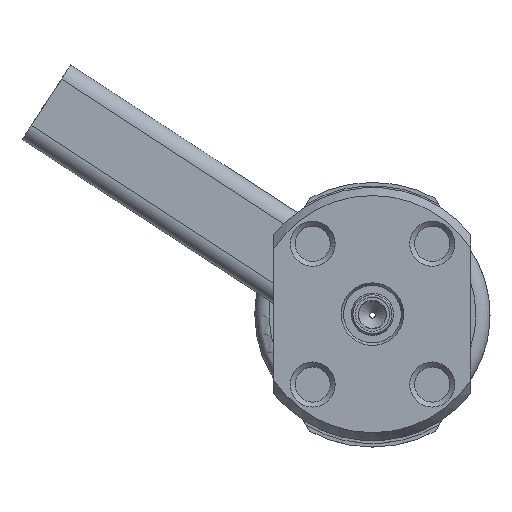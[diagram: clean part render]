
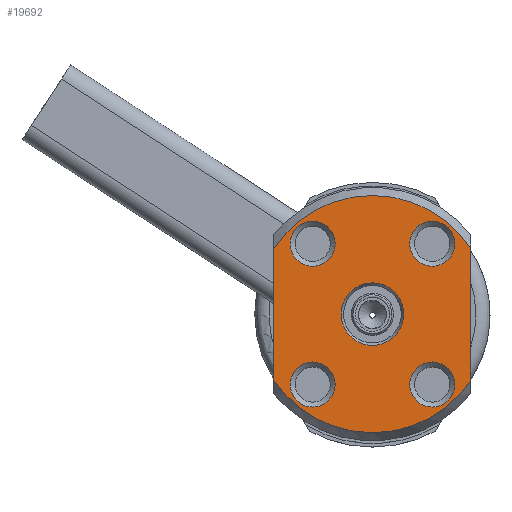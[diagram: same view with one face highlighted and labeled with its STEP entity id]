
A CAD part, top view. The second image highlights one B-rep face of the part: STEP entity #19692.
In plain terms, the highlighted planar face has unit normal (0, 0, 1).
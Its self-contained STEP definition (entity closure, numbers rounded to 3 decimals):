
#574=FACE_BOUND('',#1719,.T.);
#575=FACE_BOUND('',#1720,.T.);
#576=FACE_BOUND('',#1721,.T.);
#577=FACE_BOUND('',#1722,.T.);
#578=FACE_BOUND('',#1723,.T.);
#632=FACE_OUTER_BOUND('',#1718,.T.);
#1718=EDGE_LOOP('',(#12618,#12619,#12620,#12621));
#1719=EDGE_LOOP('',(#12622));
#1720=EDGE_LOOP('',(#12623));
#1721=EDGE_LOOP('',(#12624));
#1722=EDGE_LOOP('',(#12625));
#1723=EDGE_LOOP('',(#12626));
#2861=CIRCLE('',#20828,8.423);
#2862=CIRCLE('',#20829,8.423);
#2863=CIRCLE('',#20830,1.6);
#2864=CIRCLE('',#20831,1.6);
#2865=CIRCLE('',#20832,1.6);
#2866=CIRCLE('',#20833,1.6);
#2867=CIRCLE('',#20834,2.223);
#3631=LINE('',#28346,#5563);
#3632=LINE('',#28349,#5564);
#5563=VECTOR('',#22701,1000.);
#5564=VECTOR('',#22704,1000.);
#7500=VERTEX_POINT('',#28342);
#7501=VERTEX_POINT('',#28343);
#7502=VERTEX_POINT('',#28345);
#7503=VERTEX_POINT('',#28347);
#7504=VERTEX_POINT('',#28350);
#7505=VERTEX_POINT('',#28352);
#7506=VERTEX_POINT('',#28354);
#7507=VERTEX_POINT('',#28356);
#7508=VERTEX_POINT('',#28358);
#9544=EDGE_CURVE('',#7500,#7501,#2861,.T.);
#9545=EDGE_CURVE('',#7502,#7501,#3631,.T.);
#9546=EDGE_CURVE('',#7502,#7503,#2862,.T.);
#9547=EDGE_CURVE('',#7500,#7503,#3632,.T.);
#9548=EDGE_CURVE('',#7504,#7504,#2863,.T.);
#9549=EDGE_CURVE('',#7505,#7505,#2864,.T.);
#9550=EDGE_CURVE('',#7506,#7506,#2865,.T.);
#9551=EDGE_CURVE('',#7507,#7507,#2866,.T.);
#9552=EDGE_CURVE('',#7508,#7508,#2867,.T.);
#12618=ORIENTED_EDGE('',*,*,#9544,.T.);
#12619=ORIENTED_EDGE('',*,*,#9545,.F.);
#12620=ORIENTED_EDGE('',*,*,#9546,.T.);
#12621=ORIENTED_EDGE('',*,*,#9547,.F.);
#12622=ORIENTED_EDGE('',*,*,#9548,.T.);
#12623=ORIENTED_EDGE('',*,*,#9549,.T.);
#12624=ORIENTED_EDGE('',*,*,#9550,.T.);
#12625=ORIENTED_EDGE('',*,*,#9551,.T.);
#12626=ORIENTED_EDGE('',*,*,#9552,.T.);
#18757=PLANE('',#20827);
#19692=ADVANCED_FACE('',(#632,#574,#575,#576,#577,#578),#18757,.F.);
#20827=AXIS2_PLACEMENT_3D('',#28341,#22697,#22698);
#20828=AXIS2_PLACEMENT_3D('',#28344,#22699,#22700);
#20829=AXIS2_PLACEMENT_3D('',#28348,#22702,#22703);
#20830=AXIS2_PLACEMENT_3D('',#28351,#22705,#22706);
#20831=AXIS2_PLACEMENT_3D('',#28353,#22707,#22708);
#20832=AXIS2_PLACEMENT_3D('',#28355,#22709,#22710);
#20833=AXIS2_PLACEMENT_3D('',#28357,#22711,#22712);
#20834=AXIS2_PLACEMENT_3D('',#28359,#22713,#22714);
#22697=DIRECTION('center_axis',(0.,0.,-1.));
#22698=DIRECTION('ref_axis',(0.,-1.,0.));
#22699=DIRECTION('center_axis',(0.,0.,1.));
#22700=DIRECTION('ref_axis',(0.,-1.,0.));
#22701=DIRECTION('',(0.,-1.,0.));
#22702=DIRECTION('center_axis',(0.,0.,1.));
#22703=DIRECTION('ref_axis',(0.,-1.,0.));
#22704=DIRECTION('',(0.,1.,0.));
#22705=DIRECTION('center_axis',(0.,0.,-1.));
#22706=DIRECTION('ref_axis',(0.,-1.,0.));
#22707=DIRECTION('center_axis',(0.,0.,-1.));
#22708=DIRECTION('ref_axis',(0.,-1.,0.));
#22709=DIRECTION('center_axis',(0.,0.,-1.));
#22710=DIRECTION('ref_axis',(0.,-1.,0.));
#22711=DIRECTION('center_axis',(0.,0.,-1.));
#22712=DIRECTION('ref_axis',(0.,-1.,0.));
#22713=DIRECTION('center_axis',(0.,0.,-1.));
#22714=DIRECTION('ref_axis',(0.,-1.,0.));
#28341=CARTESIAN_POINT('Origin',(-7.7,-13.4,39.4));
#28342=CARTESIAN_POINT('',(-23.7,-18.084,39.4));
#28343=CARTESIAN_POINT('',(-9.7,-18.084,39.4));
#28344=CARTESIAN_POINT('Origin',(-16.7,-13.4,39.4));
#28345=CARTESIAN_POINT('',(-9.7,-8.716,39.4));
#28346=CARTESIAN_POINT('',(-9.7,-19.674,39.4));
#28347=CARTESIAN_POINT('',(-23.7,-8.716,39.4));
#28348=CARTESIAN_POINT('Origin',(-16.7,-13.4,39.4));
#28349=CARTESIAN_POINT('',(-23.7,-19.674,39.4));
#28350=CARTESIAN_POINT('',(-20.95,-20.,39.4));
#28351=CARTESIAN_POINT('Origin',(-20.95,-18.4,39.4));
#28352=CARTESIAN_POINT('',(-12.45,-20.,39.4));
#28353=CARTESIAN_POINT('Origin',(-12.45,-18.4,39.4));
#28354=CARTESIAN_POINT('',(-12.45,-10.,39.4));
#28355=CARTESIAN_POINT('Origin',(-12.45,-8.4,39.4));
#28356=CARTESIAN_POINT('',(-20.95,-10.,39.4));
#28357=CARTESIAN_POINT('Origin',(-20.95,-8.4,39.4));
#28358=CARTESIAN_POINT('',(-16.7,-15.623,39.4));
#28359=CARTESIAN_POINT('Origin',(-16.7,-13.4,39.4));
